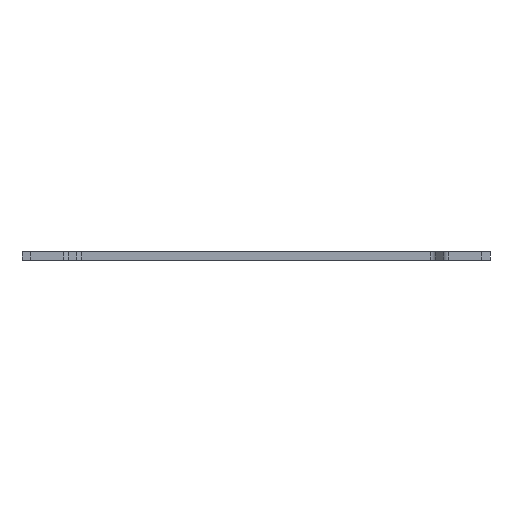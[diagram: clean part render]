
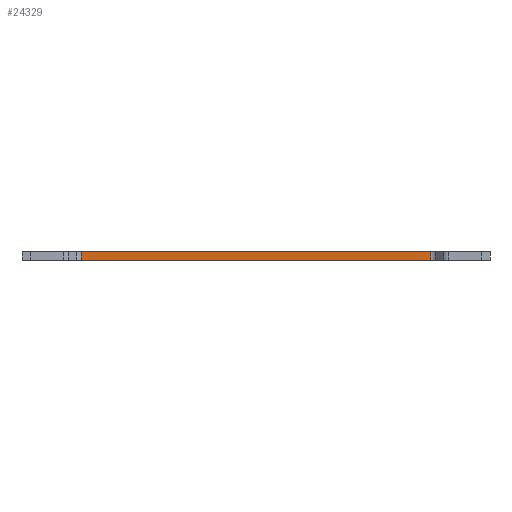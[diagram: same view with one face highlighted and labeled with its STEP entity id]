
A CAD part, front view. The second image highlights one B-rep face of the part: STEP entity #24329.
In plain terms, the highlighted planar face has unit normal (0, -1, 0).
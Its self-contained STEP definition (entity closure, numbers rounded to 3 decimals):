
#267 = CARTESIAN_POINT ( 'NONE',  ( 125.777, 10., -3. ) ) ;
#904 = AXIS2_PLACEMENT_3D ( 'NONE', #12850, #36717, #18857 ) ;
#5386 = DIRECTION ( 'NONE',  ( 1., 0., 0. ) ) ;
#6302 = VECTOR ( 'NONE', #24237, 1000. ) ;
#7215 = VERTEX_POINT ( 'NONE', #14554 ) ;
#8897 = VECTOR ( 'NONE', #24702, 1000. ) ;
#12850 = CARTESIAN_POINT ( 'NONE',  ( -128.109, 10., 3. ) ) ;
#13735 = FACE_OUTER_BOUND ( 'NONE', #33789, .T. ) ;
#13924 = CARTESIAN_POINT ( 'NONE',  ( -125.777, 10., 3. ) ) ;
#14185 = LINE ( 'NONE', #36115, #6302 ) ;
#14554 = CARTESIAN_POINT ( 'NONE',  ( 125.777, 10., 3. ) ) ;
#16528 = VERTEX_POINT ( 'NONE', #26486 ) ;
#18857 = DIRECTION ( 'NONE',  ( 0., 0., 1. ) ) ;
#20036 = VECTOR ( 'NONE', #5386, 1000. ) ;
#22125 = ORIENTED_EDGE ( 'NONE', *, *, #24574, .T. ) ;
#22297 = VERTEX_POINT ( 'NONE', #13924 ) ;
#23117 = VERTEX_POINT ( 'NONE', #267 ) ;
#23213 = CARTESIAN_POINT ( 'NONE',  ( -128.109, 10., 3. ) ) ;
#24237 = DIRECTION ( 'NONE',  ( 0., 0., 1. ) ) ;
#24329 = ADVANCED_FACE ( 'NONE', ( #13735 ), #33766, .F. ) ;
#24574 = EDGE_CURVE ( 'NONE', #23117, #7215, #14185, .T. ) ;
#24702 = DIRECTION ( 'NONE',  ( 0., 0., -1. ) ) ;
#26486 = CARTESIAN_POINT ( 'NONE',  ( -125.777, 10., -3. ) ) ;
#29910 = LINE ( 'NONE', #34128, #38613 ) ;
#30825 = LINE ( 'NONE', #36696, #8897 ) ;
#31114 = DIRECTION ( 'NONE',  ( 1., 0., 0. ) ) ;
#32612 = EDGE_CURVE ( 'NONE', #22297, #16528, #30825, .T. ) ;
#32676 = EDGE_CURVE ( 'NONE', #16528, #23117, #29910, .T. ) ;
#32830 = EDGE_CURVE ( 'NONE', #22297, #7215, #35013, .T. ) ;
#33766 = PLANE ( 'NONE',  #904 ) ;
#33789 = EDGE_LOOP ( 'NONE', ( #34479, #36507, #34721, #22125 ) ) ;
#34128 = CARTESIAN_POINT ( 'NONE',  ( -128.109, 10., -3. ) ) ;
#34479 = ORIENTED_EDGE ( 'NONE', *, *, #32830, .F. ) ;
#34721 = ORIENTED_EDGE ( 'NONE', *, *, #32676, .T. ) ;
#35013 = LINE ( 'NONE', #23213, #20036 ) ;
#36115 = CARTESIAN_POINT ( 'NONE',  ( 125.777, 10., 3. ) ) ;
#36507 = ORIENTED_EDGE ( 'NONE', *, *, #32612, .T. ) ;
#36696 = CARTESIAN_POINT ( 'NONE',  ( -125.777, 10., -3. ) ) ;
#36717 = DIRECTION ( 'NONE',  ( 0., 1., 0. ) ) ;
#38613 = VECTOR ( 'NONE', #31114, 1000. ) ;
